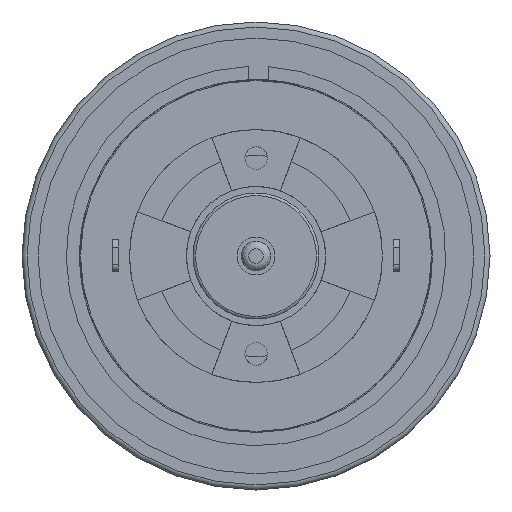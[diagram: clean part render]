
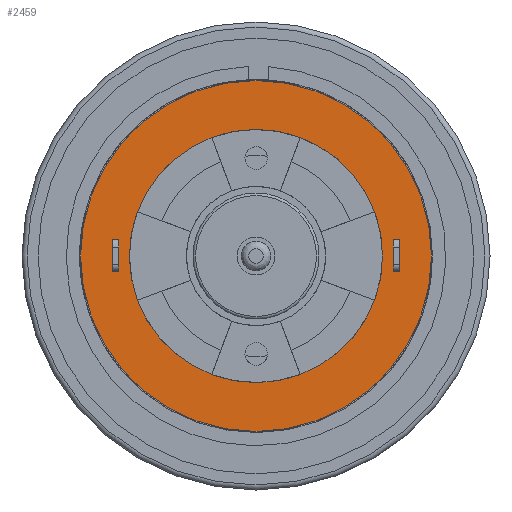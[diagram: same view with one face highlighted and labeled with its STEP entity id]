
A CAD part, left-side view. The second image highlights one B-rep face of the part: STEP entity #2459.
In plain terms, the highlighted planar face has unit normal (-1, 0, 0).
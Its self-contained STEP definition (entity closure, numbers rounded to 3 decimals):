
#72=FACE_BOUND('',#400,.T.);
#73=FACE_BOUND('',#401,.T.);
#74=FACE_BOUND('',#402,.T.);
#136=PLANE('',#2760);
#255=FACE_OUTER_BOUND('',#399,.T.);
#399=EDGE_LOOP('',(#2150));
#400=EDGE_LOOP('',(#2151,#2152,#2153,#2154));
#401=EDGE_LOOP('',(#2155,#2156,#2157,#2158));
#402=EDGE_LOOP('',(#2159,#2160));
#522=LINE('',#4287,#693);
#531=LINE('',#4316,#702);
#539=LINE('',#4339,#710);
#541=LINE('',#4343,#712);
#542=LINE('',#4345,#713);
#543=LINE('',#4348,#714);
#546=LINE('',#4353,#717);
#547=LINE('',#4355,#718);
#693=VECTOR('',#3184,10.);
#702=VECTOR('',#3211,10.);
#710=VECTOR('',#3237,10.);
#712=VECTOR('',#3241,10.);
#713=VECTOR('',#3244,10.);
#714=VECTOR('',#3247,10.);
#717=VECTOR('',#3252,10.);
#718=VECTOR('',#3255,10.);
#820=CIRCLE('',#2591,13.872);
#915=CIRCLE('',#2761,10.);
#916=CIRCLE('',#2762,10.);
#1048=VERTEX_POINT('',#4173);
#1079=VERTEX_POINT('',#4284);
#1080=VERTEX_POINT('',#4286);
#1090=VERTEX_POINT('',#4313);
#1091=VERTEX_POINT('',#4315);
#1097=VERTEX_POINT('',#4337);
#1098=VERTEX_POINT('',#4341);
#1099=VERTEX_POINT('',#4347);
#1100=VERTEX_POINT('',#4351);
#1157=VERTEX_POINT('',#4553);
#1158=VERTEX_POINT('',#4554);
#1347=EDGE_CURVE('',#1048,#1048,#820,.T.);
#1388=EDGE_CURVE('',#1080,#1079,#522,.T.);
#1402=EDGE_CURVE('',#1091,#1090,#531,.T.);
#1414=EDGE_CURVE('',#1079,#1097,#539,.T.);
#1416=EDGE_CURVE('',#1097,#1098,#541,.T.);
#1417=EDGE_CURVE('',#1098,#1080,#542,.T.);
#1418=EDGE_CURVE('',#1099,#1091,#543,.T.);
#1421=EDGE_CURVE('',#1090,#1100,#546,.T.);
#1422=EDGE_CURVE('',#1100,#1099,#547,.T.);
#1512=EDGE_CURVE('',#1157,#1158,#915,.T.);
#1513=EDGE_CURVE('',#1158,#1157,#916,.T.);
#2150=ORIENTED_EDGE('',*,*,#1347,.T.);
#2151=ORIENTED_EDGE('',*,*,#1388,.T.);
#2152=ORIENTED_EDGE('',*,*,#1414,.T.);
#2153=ORIENTED_EDGE('',*,*,#1416,.T.);
#2154=ORIENTED_EDGE('',*,*,#1417,.T.);
#2155=ORIENTED_EDGE('',*,*,#1418,.T.);
#2156=ORIENTED_EDGE('',*,*,#1402,.T.);
#2157=ORIENTED_EDGE('',*,*,#1421,.T.);
#2158=ORIENTED_EDGE('',*,*,#1422,.T.);
#2159=ORIENTED_EDGE('',*,*,#1512,.T.);
#2160=ORIENTED_EDGE('',*,*,#1513,.T.);
#2459=ADVANCED_FACE('',(#255,#72,#73,#74),#136,.F.);
#2591=AXIS2_PLACEMENT_3D('',#4174,#3091,#3092);
#2760=AXIS2_PLACEMENT_3D('',#4552,#3497,#3498);
#2761=AXIS2_PLACEMENT_3D('',#4555,#3499,#3500);
#2762=AXIS2_PLACEMENT_3D('',#4556,#3501,#3502);
#3091=DIRECTION('center_axis',(-1.,0.,0.));
#3092=DIRECTION('ref_axis',(0.,-1.,0.));
#3184=DIRECTION('',(0.,0.,1.));
#3211=DIRECTION('',(0.,0.,1.));
#3237=DIRECTION('',(0.,-1.,0.));
#3241=DIRECTION('',(0.,0.,-1.));
#3244=DIRECTION('',(0.,1.,0.));
#3247=DIRECTION('',(0.,1.,0.));
#3252=DIRECTION('',(0.,-1.,0.));
#3255=DIRECTION('',(0.,0.,-1.));
#3497=DIRECTION('center_axis',(1.,0.,0.));
#3498=DIRECTION('ref_axis',(0.,1.,0.));
#3499=DIRECTION('center_axis',(1.,0.,0.));
#3500=DIRECTION('ref_axis',(0.,1.,0.));
#3501=DIRECTION('center_axis',(1.,0.,0.));
#3502=DIRECTION('ref_axis',(0.,1.,0.));
#4173=CARTESIAN_POINT('',(-46.6,13.872,0.));
#4174=CARTESIAN_POINT('Origin',(-46.6,0.,0.));
#4284=CARTESIAN_POINT('',(-46.6,-10.835,1.309));
#4286=CARTESIAN_POINT('',(-46.6,-10.835,-1.253));
#4287=CARTESIAN_POINT('',(-46.6,-10.835,0.655));
#4313=CARTESIAN_POINT('',(-46.6,11.335,1.309));
#4315=CARTESIAN_POINT('',(-46.6,11.335,-1.253));
#4316=CARTESIAN_POINT('',(-46.6,11.335,0.655));
#4337=CARTESIAN_POINT('',(-46.6,-11.335,1.309));
#4339=CARTESIAN_POINT('',(-46.6,-5.668,1.309));
#4341=CARTESIAN_POINT('',(-46.6,-11.335,-1.253));
#4343=CARTESIAN_POINT('',(-46.6,-11.335,-0.627));
#4345=CARTESIAN_POINT('',(-46.6,-5.418,-1.253));
#4347=CARTESIAN_POINT('',(-46.6,10.835,-1.253));
#4348=CARTESIAN_POINT('',(-46.6,5.668,-1.253));
#4351=CARTESIAN_POINT('',(-46.6,10.835,1.309));
#4353=CARTESIAN_POINT('',(-46.6,5.418,1.309));
#4355=CARTESIAN_POINT('',(-46.6,10.835,-0.627));
#4552=CARTESIAN_POINT('Origin',(-46.6,0.,0.));
#4553=CARTESIAN_POINT('',(-46.6,9.368,-3.499));
#4554=CARTESIAN_POINT('',(-46.6,-10.,0.));
#4555=CARTESIAN_POINT('Origin',(-46.6,0.,0.));
#4556=CARTESIAN_POINT('Origin',(-46.6,0.,0.));
